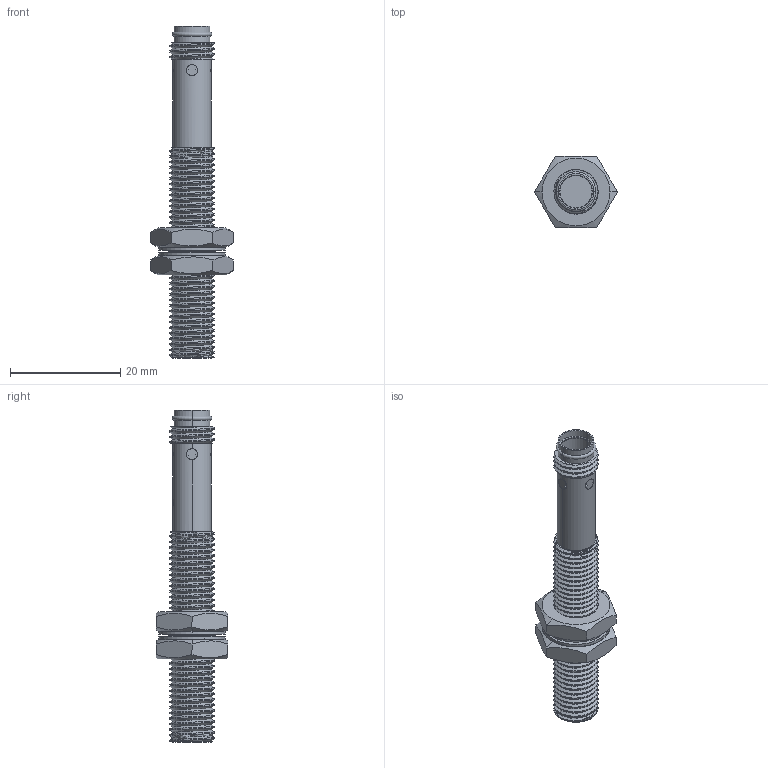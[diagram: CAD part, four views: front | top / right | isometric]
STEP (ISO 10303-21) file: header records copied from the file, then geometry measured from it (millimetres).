
FILE_DESCRIPTION (( 'STEP AP214' ), '1' );
FILE_NAME ('M8-超远距离-埋入式接插件.STEP', '2015-09-23T08:37:16', ( '' ), ( '' ), 'SwSTEP 2.0', 'SolidWorks 2013', '' );
FILE_SCHEMA (( 'AUTOMOTIVE_DESIGN' ));
Length unit declared in the file: millimetre
Products named in the file (1): M8-超远距离-埋入式接插件
Bounding box: 15.01 x 13 x 60.1 mm (x, y, z)
Volume: 3222 mm3; surface area: 3530.5 mm2
Topology: 5 solids, 5 shells, 812 faces, 2360 edges, 1548 vertices
Faces by surface type: plane 482, cylinder 236, cone 48, bspline 40, torus 6
Entity records: 86698 total; most frequent: CARTESIAN_POINT 64893, ORIENTED_EDGE 4720, DIRECTION 3832, EDGE_CURVE 2360, VECTOR 1634, LINE 1634, VERTEX_POINT 1548, AXIS2_PLACEMENT_3D 1099
